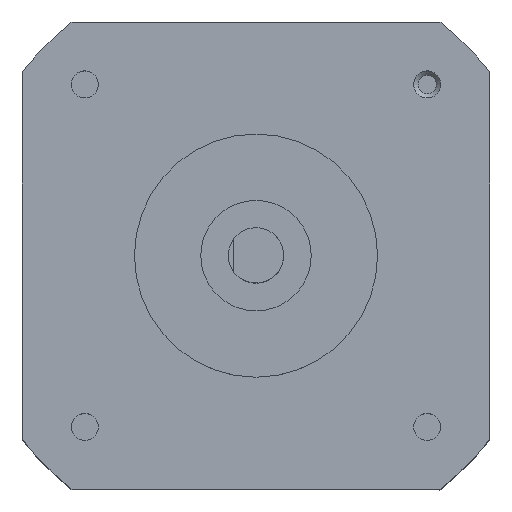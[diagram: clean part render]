
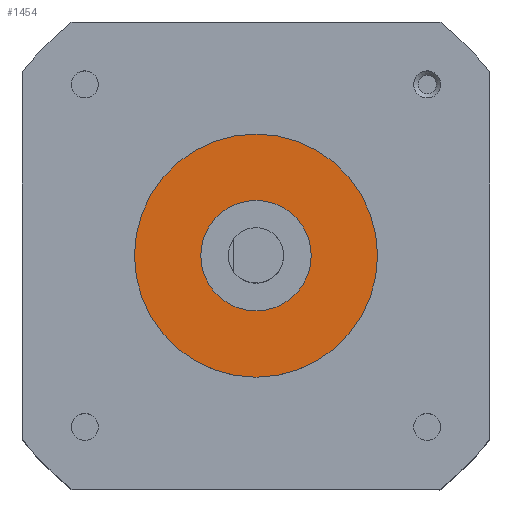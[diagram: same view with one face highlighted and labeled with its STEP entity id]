
A CAD part, top view. The second image highlights one B-rep face of the part: STEP entity #1454.
In plain terms, the highlighted planar face has unit normal (0, 0, 1).
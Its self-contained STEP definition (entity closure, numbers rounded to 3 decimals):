
#472 = CYLINDRICAL_SURFACE('',#473,11.);
#473 = AXIS2_PLACEMENT_3D('',#474,#475,#476);
#474 = CARTESIAN_POINT('',(0.,0.,33.));
#475 = DIRECTION('',(-0.,-0.,-1.));
#476 = DIRECTION('',(1.,0.,0.));
#1042 = VERTEX_POINT('',#1043);
#1043 = CARTESIAN_POINT('',(11.,0.,35.));
#1064 = EDGE_CURVE('',#1042,#1042,#1065,.T.);
#1065 = SURFACE_CURVE('',#1066,(#1071,#1078),.PCURVE_S1.);
#1066 = CIRCLE('',#1067,11.);
#1067 = AXIS2_PLACEMENT_3D('',#1068,#1069,#1070);
#1068 = CARTESIAN_POINT('',(0.,0.,35.));
#1069 = DIRECTION('',(0.,0.,1.));
#1070 = DIRECTION('',(1.,0.,0.));
#1071 = PCURVE('',#472,#1072);
#1072 = DEFINITIONAL_REPRESENTATION('',(#1073),#1077);
#1073 = LINE('',#1074,#1075);
#1074 = CARTESIAN_POINT('',(-0.,-2.));
#1075 = VECTOR('',#1076,1.);
#1076 = DIRECTION('',(-1.,0.));
#1077 = ( GEOMETRIC_REPRESENTATION_CONTEXT(2) 
PARAMETRIC_REPRESENTATION_CONTEXT() REPRESENTATION_CONTEXT('2D SPACE',''
  ) );
#1078 = PCURVE('',#1079,#1084);
#1079 = PLANE('',#1080);
#1080 = AXIS2_PLACEMENT_3D('',#1081,#1082,#1083);
#1081 = CARTESIAN_POINT('',(11.,0.,35.));
#1082 = DIRECTION('',(0.,0.,-1.));
#1083 = DIRECTION('',(-1.,0.,0.));
#1084 = DEFINITIONAL_REPRESENTATION('',(#1085),#1093);
#1085 = ( BOUNDED_CURVE() B_SPLINE_CURVE(2,(#1086,#1087,#1088,#1089,
#1090,#1091,#1092),.UNSPECIFIED.,.F.,.F.) B_SPLINE_CURVE_WITH_KNOTS((1,2
    ,2,2,2,1),(-2.094,0.,2.094,4.189,
6.283,8.378),.UNSPECIFIED.) CURVE() 
GEOMETRIC_REPRESENTATION_ITEM() RATIONAL_B_SPLINE_CURVE((1.,0.5,1.,0.5,
1.,0.5,1.)) REPRESENTATION_ITEM('') );
#1086 = CARTESIAN_POINT('',(0.,0.));
#1087 = CARTESIAN_POINT('',(0.,19.053));
#1088 = CARTESIAN_POINT('',(16.5,9.526));
#1089 = CARTESIAN_POINT('',(33.,0.));
#1090 = CARTESIAN_POINT('',(16.5,-9.526));
#1091 = CARTESIAN_POINT('',(0.,-19.053));
#1092 = CARTESIAN_POINT('',(0.,0.));
#1093 = ( GEOMETRIC_REPRESENTATION_CONTEXT(2) 
PARAMETRIC_REPRESENTATION_CONTEXT() REPRESENTATION_CONTEXT('2D SPACE',''
  ) );
#1454 = ADVANCED_FACE('',(#1455,#1458),#1079,.F.);
#1455 = FACE_BOUND('',#1456,.T.);
#1456 = EDGE_LOOP('',(#1457));
#1457 = ORIENTED_EDGE('',*,*,#1064,.T.);
#1458 = FACE_BOUND('',#1459,.F.);
#1459 = EDGE_LOOP('',(#1460));
#1460 = ORIENTED_EDGE('',*,*,#1461,.T.);
#1461 = EDGE_CURVE('',#1462,#1462,#1464,.T.);
#1462 = VERTEX_POINT('',#1463);
#1463 = CARTESIAN_POINT('',(5.,0.,35.));
#1464 = SURFACE_CURVE('',#1465,(#1470,#1481),.PCURVE_S1.);
#1465 = CIRCLE('',#1466,5.);
#1466 = AXIS2_PLACEMENT_3D('',#1467,#1468,#1469);
#1467 = CARTESIAN_POINT('',(0.,0.,35.));
#1468 = DIRECTION('',(0.,0.,1.));
#1469 = DIRECTION('',(1.,0.,0.));
#1470 = PCURVE('',#1079,#1471);
#1471 = DEFINITIONAL_REPRESENTATION('',(#1472),#1480);
#1472 = ( BOUNDED_CURVE() B_SPLINE_CURVE(2,(#1473,#1474,#1475,#1476,
#1477,#1478,#1479),.UNSPECIFIED.,.T.,.F.) B_SPLINE_CURVE_WITH_KNOTS((1,2
    ,2,2,2,1),(-2.094,0.,2.094,4.189,
6.283,8.378),.UNSPECIFIED.) CURVE() 
GEOMETRIC_REPRESENTATION_ITEM() RATIONAL_B_SPLINE_CURVE((1.,0.5,1.,0.5,
1.,0.5,1.)) REPRESENTATION_ITEM('') );
#1473 = CARTESIAN_POINT('',(6.,0.));
#1474 = CARTESIAN_POINT('',(6.,8.66));
#1475 = CARTESIAN_POINT('',(13.5,4.33));
#1476 = CARTESIAN_POINT('',(21.,0.));
#1477 = CARTESIAN_POINT('',(13.5,-4.33));
#1478 = CARTESIAN_POINT('',(6.,-8.66));
#1479 = CARTESIAN_POINT('',(6.,0.));
#1480 = ( GEOMETRIC_REPRESENTATION_CONTEXT(2) 
PARAMETRIC_REPRESENTATION_CONTEXT() REPRESENTATION_CONTEXT('2D SPACE',''
  ) );
#1481 = PCURVE('',#1482,#1487);
#1482 = CYLINDRICAL_SURFACE('',#1483,5.);
#1483 = AXIS2_PLACEMENT_3D('',#1484,#1485,#1486);
#1484 = CARTESIAN_POINT('',(0.,0.,33.));
#1485 = DIRECTION('',(-0.,-0.,-1.));
#1486 = DIRECTION('',(1.,0.,0.));
#1487 = DEFINITIONAL_REPRESENTATION('',(#1488),#1492);
#1488 = LINE('',#1489,#1490);
#1489 = CARTESIAN_POINT('',(-0.,-2.));
#1490 = VECTOR('',#1491,1.);
#1491 = DIRECTION('',(-1.,0.));
#1492 = ( GEOMETRIC_REPRESENTATION_CONTEXT(2) 
PARAMETRIC_REPRESENTATION_CONTEXT() REPRESENTATION_CONTEXT('2D SPACE',''
  ) );
